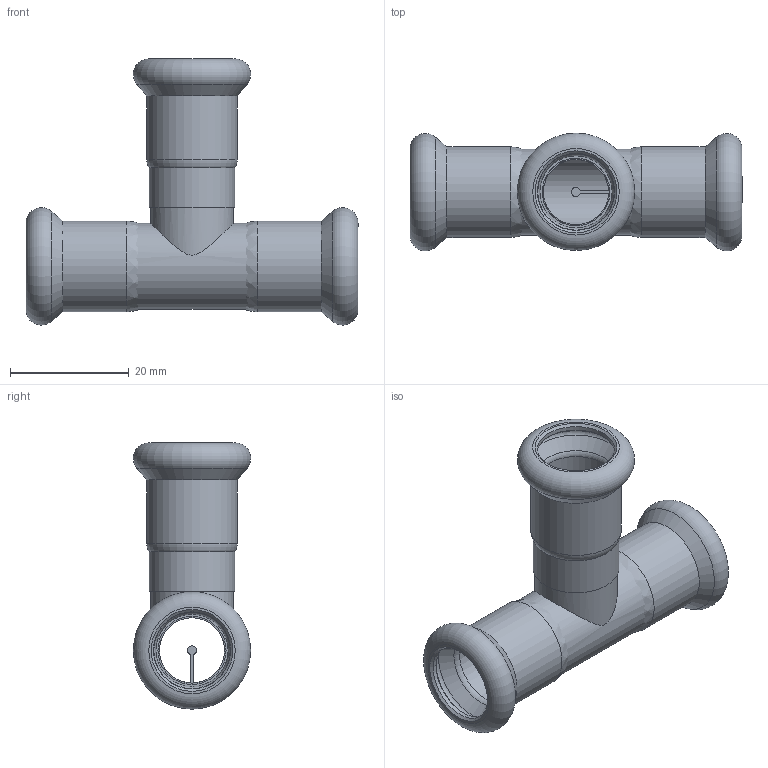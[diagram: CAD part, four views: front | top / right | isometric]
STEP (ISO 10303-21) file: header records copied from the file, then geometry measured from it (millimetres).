
FILE_DESCRIPTION(/* description */ (''),/* implementation_level */ '2;1');
FILE_NAME(/* name */ '33008.stp',/* time_stamp */ '2014-04-01T20:22:00+02:00',/* author */ ('bruh'),/* organization */ (''),/* preprocessor_version */ 'ST-DEVELOPER v15.2',/* originating_system */ 'Autodesk Inventor 2014',/* authorisation */ '');
FILE_SCHEMA (('AUTOMOTIVE_DESIGN { 1 0 10303 214 3 1 1 }'));
Length unit declared in the file: millimetre
Products named in the file (4): 400130; 900020; 490703; 33008
Bounding box: 56 x 19.8 x 44.9 mm (x, y, z)
Volume: 6379 mm3; surface area: 8870.1 mm2
Topology: 4 solids, 4 shells, 68 faces, 140 edges, 87 vertices
Faces by surface type: plane 24, cylinder 20, cone 12, torus 10, bspline 2
Full cylindrical faces by diameter (mm): 11 x3, 11.4 x1, 11.5 x1, 12.2 x3, 13 x3, 14 x1, 14.5 x2, 15.3 x3
Entity records: 1353 total; most frequent: CARTESIAN_POINT 321, DIRECTION 220, ORIENTED_EDGE 132, AXIS2_PLACEMENT_3D 102, EDGE_LOOP 89, EDGE_CURVE 66, VERTEX_POINT 57, ADVANCED_FACE 48
